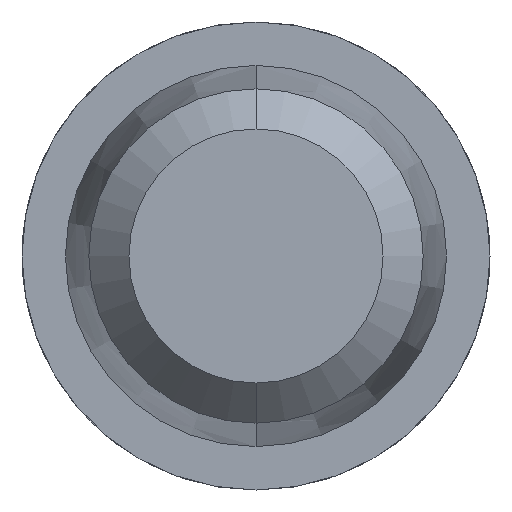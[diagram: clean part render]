
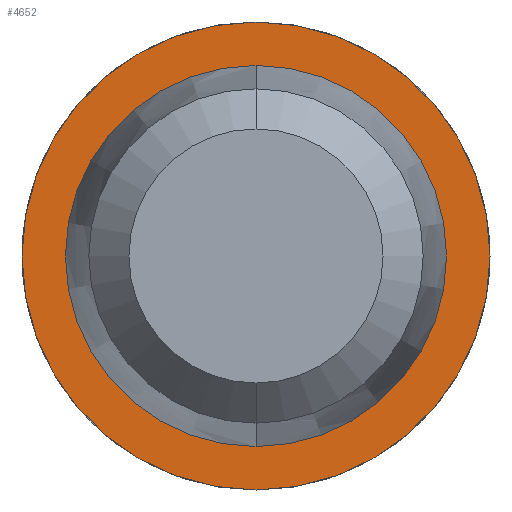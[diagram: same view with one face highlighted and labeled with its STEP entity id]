
A CAD part, front view. The second image highlights one B-rep face of the part: STEP entity #4652.
In plain terms, the highlighted planar face has unit normal (0, -1, 0).
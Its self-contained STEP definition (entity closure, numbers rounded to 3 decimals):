
#12 = CIRCLE ( 'NONE', #2001, 0.57 ) ;
#81 = ORIENTED_EDGE ( 'NONE', *, *, #3457, .F. ) ;
#157 = CARTESIAN_POINT ( 'NONE',  ( 0.57, 26., 0. ) ) ;
#227 = VERTEX_POINT ( 'NONE', #4792 ) ;
#284 = CARTESIAN_POINT ( 'NONE',  ( 0., 26., 0.7 ) ) ;
#357 = AXIS2_PLACEMENT_3D ( 'NONE', #602, #3414, #993 ) ;
#405 = EDGE_CURVE ( 'Defeature ausgef�hrt2_49+Defeature ausgef�hrt2_50+Defeature ausgef�hrt2_50+Defeature ausgef�hrt2_50', #3813, #2775, #2553, .T. ) ;
#447 = CARTESIAN_POINT ( 'NONE',  ( 0., 26., 0. ) ) ;
#512 = FACE_OUTER_BOUND ( 'NONE', #1043, .T. ) ;
#554 = AXIS2_PLACEMENT_3D ( 'NONE', #3744, #1329, #3781 ) ;
#602 = CARTESIAN_POINT ( 'NONE',  ( 0., 26., 0. ) ) ;
#858 = DIRECTION ( 'NONE',  ( 0., -1., 0. ) ) ;
#954 = EDGE_CURVE ( 'Defeature ausgef�hrt2_49+Defeature ausgef�hrt2_50+Defeature ausgef�hrt2_50+Defeature ausgef�hrt2_50', #2775, #3813, #1234, .T. ) ;
#993 = DIRECTION ( 'NONE',  ( 0., 0., -1. ) ) ;
#1043 = EDGE_LOOP ( 'NONE', ( #1596, #2409 ) ) ;
#1201 = CARTESIAN_POINT ( 'NONE',  ( 0., 26., -0.7 ) ) ;
#1206 = ORIENTED_EDGE ( 'NONE', *, *, #1300, .F. ) ;
#1234 = CIRCLE ( 'NONE', #554, 0.7 ) ;
#1300 = EDGE_CURVE ( 'Defeature ausgef�hrt2_48+Defeature ausgef�hrt2_49+Defeature ausgef�hrt2_49+Defeature ausgef�hrt2_49', #227, #1669, #2172, .T. ) ;
#1329 = DIRECTION ( 'NONE',  ( 0., -1., 0. ) ) ;
#1596 = ORIENTED_EDGE ( 'NONE', *, *, #954, .T. ) ;
#1669 = VERTEX_POINT ( 'NONE', #4888 ) ;
#2001 = AXIS2_PLACEMENT_3D ( 'NONE', #2986, #2957, #3367 ) ;
#2172 = CIRCLE ( 'NONE', #357, 0.57 ) ;
#2409 = ORIENTED_EDGE ( 'NONE', *, *, #405, .T. ) ;
#2553 = CIRCLE ( 'NONE', #3187, 0.7 ) ;
#2570 = PLANE ( 'NONE',  #4466 ) ;
#2617 = DIRECTION ( 'NONE',  ( 0., -1., 0. ) ) ;
#2775 = VERTEX_POINT ( 'NONE', #1201 ) ;
#2838 = FACE_BOUND ( 'NONE', #4483, .T. ) ;
#2957 = DIRECTION ( 'NONE',  ( 0., -1., 0. ) ) ;
#2986 = CARTESIAN_POINT ( 'NONE',  ( 0., 26., 0. ) ) ;
#3187 = AXIS2_PLACEMENT_3D ( 'NONE', #447, #858, #4890 ) ;
#3367 = DIRECTION ( 'NONE',  ( 0., 0., -1. ) ) ;
#3414 = DIRECTION ( 'NONE',  ( 0., -1., 0. ) ) ;
#3457 = EDGE_CURVE ( 'Defeature ausgef�hrt2_48+Defeature ausgef�hrt2_49+Defeature ausgef�hrt2_49+Defeature ausgef�hrt2_49', #1669, #227, #12, .T. ) ;
#3744 = CARTESIAN_POINT ( 'NONE',  ( 0., 26., 0. ) ) ;
#3781 = DIRECTION ( 'NONE',  ( 0., 0., -1. ) ) ;
#3813 = VERTEX_POINT ( 'NONE', #284 ) ;
#4466 = AXIS2_PLACEMENT_3D ( 'NONE', #157, #2617, #4639 ) ;
#4483 = EDGE_LOOP ( 'NONE', ( #1206, #81 ) ) ;
#4639 = DIRECTION ( 'NONE',  ( 0., 0., -1. ) ) ;
#4652 = ADVANCED_FACE ( 'Defeature ausgef�hrt2_49', ( #512, #2838 ), #2570, .T. ) ;
#4792 = CARTESIAN_POINT ( 'NONE',  ( 0., 26., 0.57 ) ) ;
#4888 = CARTESIAN_POINT ( 'NONE',  ( 0., 26., -0.57 ) ) ;
#4890 = DIRECTION ( 'NONE',  ( 0., 0., -1. ) ) ;
